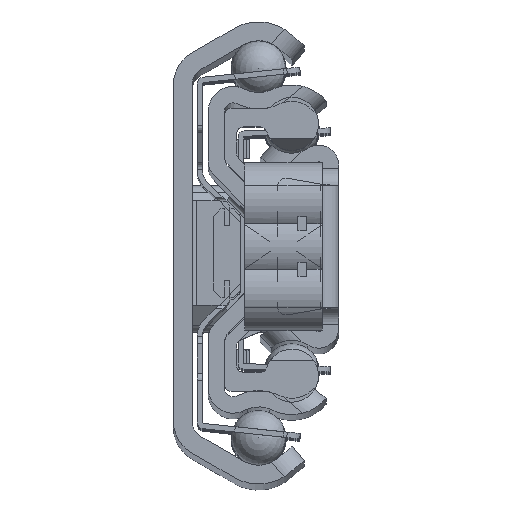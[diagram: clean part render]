
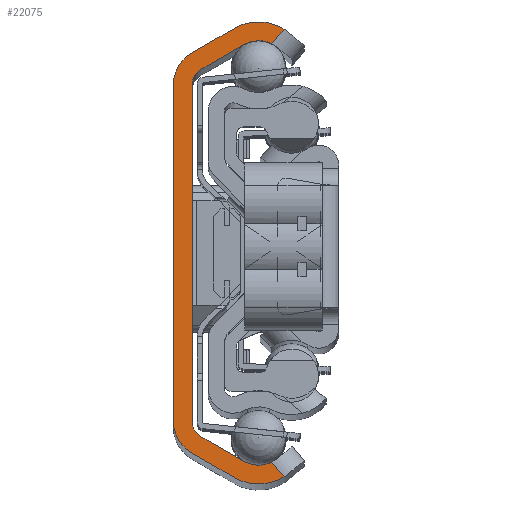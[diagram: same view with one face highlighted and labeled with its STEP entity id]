
A CAD part, top view. The second image highlights one B-rep face of the part: STEP entity #22075.
In plain terms, the highlighted face is planar.
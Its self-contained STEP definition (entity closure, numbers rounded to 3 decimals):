
#1315=CIRCLE('',#23618,3.43);
#1319=CIRCLE('',#23626,5.59);
#1323=CIRCLE('',#23633,3.43);
#1327=CIRCLE('',#23640,5.59);
#1328=CIRCLE('',#23642,4.16);
#1329=CIRCLE('',#23646,2.);
#1330=CIRCLE('',#23648,2.);
#1331=CIRCLE('',#23653,4.16);
#2347=FACE_OUTER_BOUND('',#3505,.T.);
#3505=EDGE_LOOP('',(#15212,#15213,#15214,#15215,#15216,#15217,#15218,#15219,
#15220,#15221,#15222,#15223,#15224,#15225,#15226,#15227));
#4818=LINE('',#32405,#6949);
#4905=LINE('',#32683,#7036);
#4951=LINE('',#32849,#7082);
#4959=LINE('',#32898,#7090);
#4973=LINE('',#32967,#7104);
#4975=LINE('',#32971,#7106);
#4977=LINE('',#32979,#7108);
#4979=LINE('',#32984,#7110);
#6949=VECTOR('',#25752,10.);
#7036=VECTOR('',#25989,10.);
#7082=VECTOR('',#26159,10.);
#7090=VECTOR('',#26187,10.);
#7104=VECTOR('',#26245,10.);
#7106=VECTOR('',#26249,10.);
#7108=VECTOR('',#26261,10.);
#7110=VECTOR('',#26267,10.);
#9082=VERTEX_POINT('',#32402);
#9083=VERTEX_POINT('',#32404);
#9170=VERTEX_POINT('',#32680);
#9171=VERTEX_POINT('',#32682);
#9224=VERTEX_POINT('',#32843);
#9225=VERTEX_POINT('',#32848);
#9232=VERTEX_POINT('',#32873);
#9237=VERTEX_POINT('',#32890);
#9238=VERTEX_POINT('',#32897);
#9242=VERTEX_POINT('',#32914);
#9248=VERTEX_POINT('',#32940);
#9252=VERTEX_POINT('',#32959);
#9253=VERTEX_POINT('',#32963);
#9254=VERTEX_POINT('',#32969);
#9255=VERTEX_POINT('',#32975);
#9256=VERTEX_POINT('',#32982);
#11326=EDGE_CURVE('',#9082,#9083,#4818,.T.);
#11453=EDGE_CURVE('',#9170,#9171,#4905,.T.);
#11534=EDGE_CURVE('',#9224,#9225,#4951,.T.);
#11544=EDGE_CURVE('',#9225,#9232,#1315,.T.);
#11551=EDGE_CURVE('',#9237,#9238,#4959,.T.);
#11558=EDGE_CURVE('',#9238,#9242,#1319,.T.);
#11568=EDGE_CURVE('',#9248,#9237,#1323,.T.);
#11577=EDGE_CURVE('',#9252,#9224,#1327,.T.);
#11579=EDGE_CURVE('',#9253,#9082,#1328,.T.);
#11580=EDGE_CURVE('',#9242,#9253,#4973,.T.);
#11582=EDGE_CURVE('',#9254,#9248,#4975,.T.);
#11583=EDGE_CURVE('',#9171,#9254,#1329,.T.);
#11585=EDGE_CURVE('',#9255,#9170,#1330,.T.);
#11586=EDGE_CURVE('',#9232,#9255,#4977,.T.);
#11588=EDGE_CURVE('',#9256,#9252,#4979,.T.);
#11589=EDGE_CURVE('',#9083,#9256,#1331,.T.);
#15212=ORIENTED_EDGE('',*,*,#11534,.F.);
#15213=ORIENTED_EDGE('',*,*,#11577,.F.);
#15214=ORIENTED_EDGE('',*,*,#11588,.F.);
#15215=ORIENTED_EDGE('',*,*,#11589,.F.);
#15216=ORIENTED_EDGE('',*,*,#11326,.F.);
#15217=ORIENTED_EDGE('',*,*,#11579,.F.);
#15218=ORIENTED_EDGE('',*,*,#11580,.F.);
#15219=ORIENTED_EDGE('',*,*,#11558,.F.);
#15220=ORIENTED_EDGE('',*,*,#11551,.F.);
#15221=ORIENTED_EDGE('',*,*,#11568,.F.);
#15222=ORIENTED_EDGE('',*,*,#11582,.F.);
#15223=ORIENTED_EDGE('',*,*,#11583,.F.);
#15224=ORIENTED_EDGE('',*,*,#11453,.F.);
#15225=ORIENTED_EDGE('',*,*,#11585,.F.);
#15226=ORIENTED_EDGE('',*,*,#11586,.F.);
#15227=ORIENTED_EDGE('',*,*,#11544,.F.);
#21445=PLANE('',#23654);
#22075=ADVANCED_FACE('',(#2347),#21445,.F.);
#23618=AXIS2_PLACEMENT_3D('',#32874,#26177,#26178);
#23626=AXIS2_PLACEMENT_3D('',#32915,#26200,#26201);
#23633=AXIS2_PLACEMENT_3D('',#32942,#26218,#26219);
#23640=AXIS2_PLACEMENT_3D('',#32961,#26236,#26237);
#23642=AXIS2_PLACEMENT_3D('',#32965,#26241,#26242);
#23646=AXIS2_PLACEMENT_3D('',#32973,#26252,#26253);
#23648=AXIS2_PLACEMENT_3D('',#32977,#26257,#26258);
#23653=AXIS2_PLACEMENT_3D('',#32986,#26270,#26271);
#23654=AXIS2_PLACEMENT_3D('',#32987,#26272,#26273);
#25752=DIRECTION('',(0.,-1.,0.));
#25989=DIRECTION('',(0.,1.,0.));
#26159=DIRECTION('',(-0.643,0.766,0.));
#26177=DIRECTION('center_axis',(0.,0.,-1.));
#26178=DIRECTION('ref_axis',(0.5,0.866,0.));
#26187=DIRECTION('',(0.643,0.766,0.));
#26200=DIRECTION('center_axis',(0.,0.,1.));
#26201=DIRECTION('ref_axis',(0.643,0.766,0.));
#26218=DIRECTION('center_axis',(0.,0.,-1.));
#26219=DIRECTION('ref_axis',(-0.643,-0.766,0.));
#26236=DIRECTION('center_axis',(0.,0.,1.));
#26237=DIRECTION('ref_axis',(-0.5,-0.866,0.));
#26241=DIRECTION('center_axis',(0.,0.,1.));
#26242=DIRECTION('ref_axis',(-0.5,0.866,0.));
#26245=DIRECTION('',(-0.866,-0.5,0.));
#26249=DIRECTION('',(0.866,0.5,0.));
#26252=DIRECTION('center_axis',(0.,0.,-1.));
#26253=DIRECTION('ref_axis',(0.5,-0.866,0.));
#26257=DIRECTION('center_axis',(0.,0.,-1.));
#26258=DIRECTION('ref_axis',(1.,0.,0.));
#26261=DIRECTION('',(-0.866,0.5,0.));
#26267=DIRECTION('',(0.866,-0.5,0.));
#26270=DIRECTION('center_axis',(0.,0.,1.));
#26271=DIRECTION('ref_axis',(-1.,0.,0.));
#26272=DIRECTION('center_axis',(0.,0.,1.));
#26273=DIRECTION('ref_axis',(1.,0.,0.));
#32402=CARTESIAN_POINT('',(-9.78,19.352,0.));
#32404=CARTESIAN_POINT('',(-9.78,-19.352,0.));
#32405=CARTESIAN_POINT('',(-9.78,19.352,0.));
#32680=CARTESIAN_POINT('',(-7.62,-19.352,0.));
#32682=CARTESIAN_POINT('',(-7.62,19.352,0.));
#32683=CARTESIAN_POINT('',(-7.62,-19.352,0.));
#32843=CARTESIAN_POINT('',(2.923,-25.71,0.));
#32848=CARTESIAN_POINT('',(1.509,-24.025,0.));
#32849=CARTESIAN_POINT('',(-1.957,-19.895,0.));
#32873=CARTESIAN_POINT('',(-1.715,-23.915,0.));
#32874=CARTESIAN_POINT('Origin',(0.,-20.945,0.));
#32890=CARTESIAN_POINT('',(1.509,24.025,0.));
#32897=CARTESIAN_POINT('',(2.923,25.71,0.));
#32898=CARTESIAN_POINT('',(-9.069,11.42,0.));
#32914=CARTESIAN_POINT('',(-2.795,25.786,0.));
#32915=CARTESIAN_POINT('Origin',(0.,20.945,0.));
#32940=CARTESIAN_POINT('',(-1.715,23.915,0.));
#32942=CARTESIAN_POINT('Origin',(0.,20.945,0.));
#32959=CARTESIAN_POINT('',(-2.795,-25.786,0.));
#32961=CARTESIAN_POINT('Origin',(0.,-20.945,0.));
#32963=CARTESIAN_POINT('',(-7.7,22.954,0.));
#32965=CARTESIAN_POINT('Origin',(-5.62,19.352,0.));
#32967=CARTESIAN_POINT('',(-2.795,25.786,0.));
#32969=CARTESIAN_POINT('',(-6.62,21.084,0.));
#32971=CARTESIAN_POINT('',(-6.62,21.084,0.));
#32973=CARTESIAN_POINT('Origin',(-5.62,19.352,0.));
#32975=CARTESIAN_POINT('',(-6.62,-21.084,0.));
#32977=CARTESIAN_POINT('Origin',(-5.62,-19.352,0.));
#32979=CARTESIAN_POINT('',(-1.715,-23.915,0.));
#32982=CARTESIAN_POINT('',(-7.7,-22.954,0.));
#32984=CARTESIAN_POINT('',(-7.7,-22.954,0.));
#32986=CARTESIAN_POINT('Origin',(-5.62,-19.352,0.));
#32987=CARTESIAN_POINT('Origin',(-5.685,-15.852,0.));
